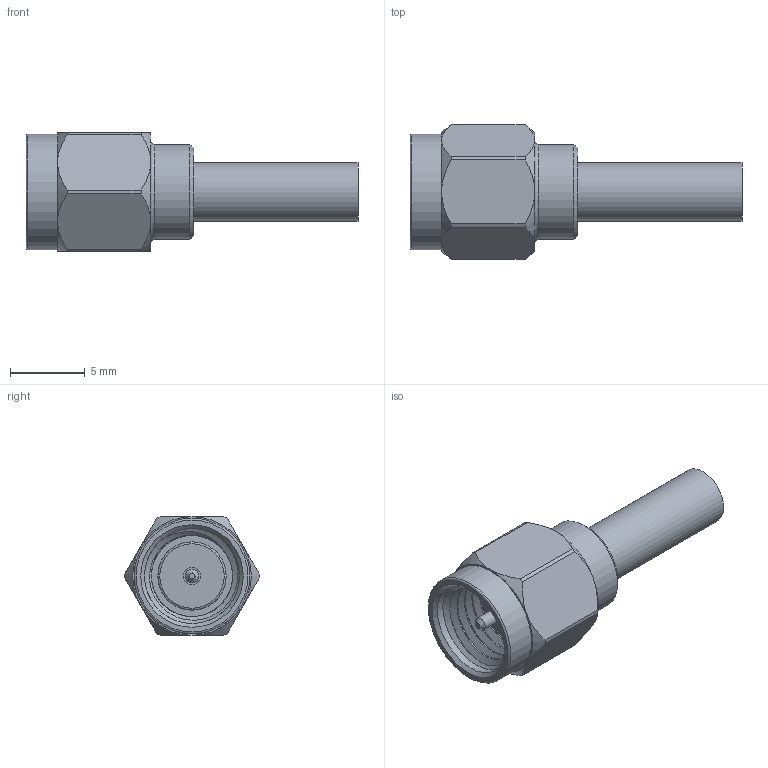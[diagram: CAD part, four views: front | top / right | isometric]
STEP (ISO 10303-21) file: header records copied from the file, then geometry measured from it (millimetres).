
FILE_DESCRIPTION (( 'STEP AP203' ), '1' );
FILE_NAME ('SC7059_3D.step', '2020-12-10T17:39:50', ( '' ), ( '' ), 'SwSTEP 2.0', 'SolidWorks 2018', '' );
FILE_SCHEMA (( 'CONFIG_CONTROL_DESIGN' ));
Length unit declared in the file: inch
Products named in the file (1): SC7059_3D
Bounding box: 22.21 x 9.02 x 7.94 mm (x, y, z)
Volume: 468.8 mm3; surface area: 903.9 mm2
Topology: 2 solids, 2 shells, 66 faces, 139 edges, 86 vertices
Faces by surface type: cylinder 24, plane 19, cone 17, torus 3, bspline 3
Full cylindrical faces by diameter (mm): 0.914 x1, 1.168 x1, 1.702 x1, 2.548 x1, 2.7 x1, 3.2 x1, 3.912 x1, 4.572 x1, 6.35 x8, 7.734 x1
Entity records: 2632 total; most frequent: CARTESIAN_POINT 1431, DIRECTION 234, ORIENTED_EDGE 200, AXIS2_PLACEMENT_3D 111, EDGE_CURVE 100, EDGE_LOOP 88, FACE_OUTER_BOUND 73, VERTEX_POINT 72
